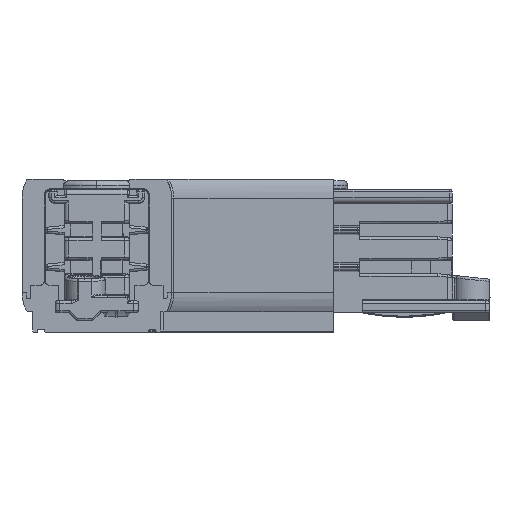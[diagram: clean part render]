
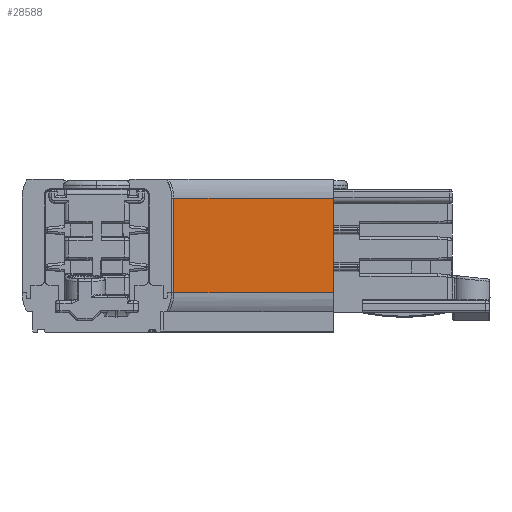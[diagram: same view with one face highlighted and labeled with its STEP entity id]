
A CAD part, left-side view. The second image highlights one B-rep face of the part: STEP entity #28588.
In plain terms, the highlighted planar face has unit normal (-1, 0, 0).
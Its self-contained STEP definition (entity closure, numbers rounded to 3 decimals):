
#1217 = ORIENTED_EDGE ( 'NONE', *, *, #7513, .F. ) ;
#2542 = CARTESIAN_POINT ( 'NONE',  ( 34.1, -65.8, 28.5 ) ) ;
#2548 = DIRECTION ( 'NONE',  ( 0., 0., -1. ) ) ;
#2757 = EDGE_CURVE ( 'NONE', #44582, #20551, #45464, .T. ) ;
#2813 = CARTESIAN_POINT ( 'NONE',  ( 34.1, -32.1, 32.5 ) ) ;
#6624 = LINE ( 'NONE', #18081, #7028 ) ;
#7028 = VECTOR ( 'NONE', #17685, 1000. ) ;
#7513 = EDGE_CURVE ( 'NONE', #44582, #37776, #6624, .T. ) ;
#7521 = LINE ( 'NONE', #2813, #43482 ) ;
#8257 = DIRECTION ( 'NONE',  ( 0., -1., 0. ) ) ;
#11946 = EDGE_CURVE ( 'NONE', #20551, #52344, #7521, .T. ) ;
#11955 = CARTESIAN_POINT ( 'NONE',  ( 34.1, -32.1, 8.5 ) ) ;
#14344 = DIRECTION ( 'NONE',  ( 0., 1., 0. ) ) ;
#14619 = CARTESIAN_POINT ( 'NONE',  ( 34.1, -65.8, 28.5 ) ) ;
#17685 = DIRECTION ( 'NONE',  ( 0., 0., -1. ) ) ;
#18081 = CARTESIAN_POINT ( 'NONE',  ( 34.1, -65.8, 0. ) ) ;
#19468 = EDGE_LOOP ( 'NONE', ( #1217, #53390, #25960, #26438 ) ) ;
#20551 = VERTEX_POINT ( 'NONE', #54671 ) ;
#25960 = ORIENTED_EDGE ( 'NONE', *, *, #11946, .T. ) ;
#26438 = ORIENTED_EDGE ( 'NONE', *, *, #56499, .T. ) ;
#26894 = CARTESIAN_POINT ( 'NONE',  ( 34.1, -65.8, 32.5 ) ) ;
#28588 = ADVANCED_FACE ( 'NONE', ( #42433 ), #31560, .T. ) ;
#31336 = CARTESIAN_POINT ( 'NONE',  ( 34.1, -65.8, 8.5 ) ) ;
#31560 = PLANE ( 'NONE',  #58455 ) ;
#33610 = CARTESIAN_POINT ( 'NONE',  ( 34.1, -65.8, 8.5 ) ) ;
#36199 = DIRECTION ( 'NONE',  ( 0., 0., 1. ) ) ;
#37776 = VERTEX_POINT ( 'NONE', #33610 ) ;
#41035 = LINE ( 'NONE', #31336, #51839 ) ;
#42433 = FACE_OUTER_BOUND ( 'NONE', #19468, .T. ) ;
#43482 = VECTOR ( 'NONE', #2548, 1000. ) ;
#44582 = VERTEX_POINT ( 'NONE', #2542 ) ;
#45221 = DIRECTION ( 'NONE',  ( -1., 0., 0. ) ) ;
#45464 = LINE ( 'NONE', #14619, #45999 ) ;
#45999 = VECTOR ( 'NONE', #14344, 1000. ) ;
#51839 = VECTOR ( 'NONE', #8257, 1000. ) ;
#52344 = VERTEX_POINT ( 'NONE', #11955 ) ;
#53390 = ORIENTED_EDGE ( 'NONE', *, *, #2757, .T. ) ;
#54671 = CARTESIAN_POINT ( 'NONE',  ( 34.1, -32.1, 28.5 ) ) ;
#56499 = EDGE_CURVE ( 'NONE', #52344, #37776, #41035, .T. ) ;
#58455 = AXIS2_PLACEMENT_3D ( 'NONE', #26894, #45221, #36199 ) ;
